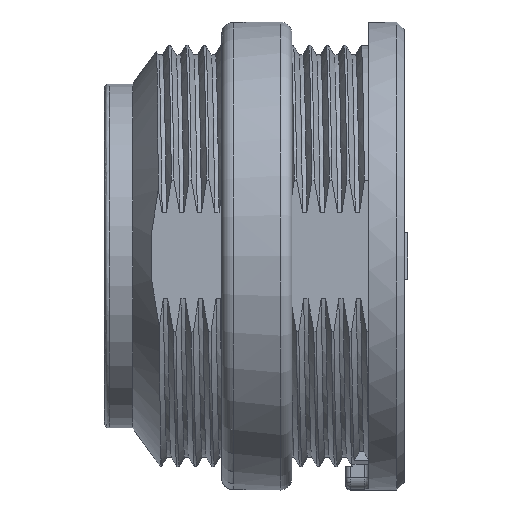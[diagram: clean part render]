
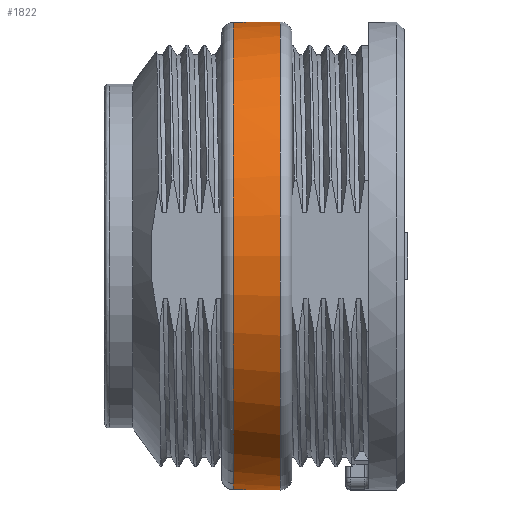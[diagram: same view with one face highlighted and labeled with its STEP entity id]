
A CAD part, top view. The second image highlights one B-rep face of the part: STEP entity #1822.
In plain terms, the highlighted cylindrical face has radius 10 mm (diameter 20 mm), a full revolution.
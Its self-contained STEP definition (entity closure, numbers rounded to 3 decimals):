
#1370=FACE_BOUND('',#2582,.T.);
#1371=FACE_BOUND('',#2583,.T.);
#1503=CIRCLE('',#7674,10.);
#1504=CIRCLE('',#7675,10.);
#1505=CIRCLE('',#7676,10.);
#1506=CIRCLE('',#7677,10.);
#1507=CIRCLE('',#7678,10.);
#1822=ADVANCED_FACE('',(#1370,#1371),#1937,.T.);
#1937=CYLINDRICAL_SURFACE('',#7679,10.);
#2582=EDGE_LOOP('',(#5303));
#2583=EDGE_LOOP('',(#5304,#5305,#5306,#5307,#5308,#5309,#5310,#5311));
#3087=LINE('',#37620,#3581);
#3088=LINE('',#37625,#3582);
#3089=LINE('',#37629,#3583);
#3090=LINE('',#37633,#3584);
#3581=VECTOR('',#8916,1.);
#3582=VECTOR('',#8919,1.);
#3583=VECTOR('',#8922,1.);
#3584=VECTOR('',#8925,1.);
#5303=ORIENTED_EDGE('',*,*,#6955,.F.);
#5304=ORIENTED_EDGE('',*,*,#6956,.F.);
#5305=ORIENTED_EDGE('',*,*,#6957,.T.);
#5306=ORIENTED_EDGE('',*,*,#6958,.T.);
#5307=ORIENTED_EDGE('',*,*,#6959,.T.);
#5308=ORIENTED_EDGE('',*,*,#6960,.F.);
#5309=ORIENTED_EDGE('',*,*,#6961,.T.);
#5310=ORIENTED_EDGE('',*,*,#6962,.T.);
#5311=ORIENTED_EDGE('',*,*,#6963,.T.);
#6049=VERTEX_POINT('',#37619);
#6050=VERTEX_POINT('',#37621);
#6051=VERTEX_POINT('',#37622);
#6052=VERTEX_POINT('',#37624);
#6053=VERTEX_POINT('',#37626);
#6054=VERTEX_POINT('',#37628);
#6055=VERTEX_POINT('',#37630);
#6056=VERTEX_POINT('',#37632);
#6057=VERTEX_POINT('',#37634);
#6955=EDGE_CURVE('',#6049,#6049,#1503,.T.);
#6956=EDGE_CURVE('',#6050,#6051,#3087,.T.);
#6957=EDGE_CURVE('',#6050,#6052,#1504,.T.);
#6958=EDGE_CURVE('',#6052,#6053,#3088,.T.);
#6959=EDGE_CURVE('',#6053,#6054,#1505,.T.);
#6960=EDGE_CURVE('',#6055,#6054,#3089,.T.);
#6961=EDGE_CURVE('',#6055,#6056,#1506,.T.);
#6962=EDGE_CURVE('',#6056,#6057,#3090,.T.);
#6963=EDGE_CURVE('',#6057,#6051,#1507,.T.);
#7674=AXIS2_PLACEMENT_3D('',#37618,#8914,#8915);
#7675=AXIS2_PLACEMENT_3D('',#37623,#8917,#8918);
#7676=AXIS2_PLACEMENT_3D('',#37627,#8920,#8921);
#7677=AXIS2_PLACEMENT_3D('',#37631,#8923,#8924);
#7678=AXIS2_PLACEMENT_3D('',#37635,#8926,#8927);
#7679=AXIS2_PLACEMENT_3D('',#37636,#8928,#8929);
#8914=DIRECTION('',(1.,0.,0.));
#8915=DIRECTION('',(0.,1.,0.));
#8916=DIRECTION('',(-1.,0.,0.));
#8917=DIRECTION('',(1.,0.,0.));
#8918=DIRECTION('',(0.,1.,0.));
#8919=DIRECTION('',(-1.,0.,0.));
#8920=DIRECTION('',(1.,0.,0.));
#8921=DIRECTION('',(0.,1.,0.));
#8922=DIRECTION('',(-1.,0.,0.));
#8923=DIRECTION('',(1.,0.,0.));
#8924=DIRECTION('',(0.,1.,0.));
#8925=DIRECTION('',(-1.,0.,0.));
#8926=DIRECTION('',(1.,0.,0.));
#8927=DIRECTION('',(0.,1.,0.));
#8928=DIRECTION('',(1.,0.,0.));
#8929=DIRECTION('',(0.,1.,0.));
#37618=CARTESIAN_POINT('',(-54.318,-27.815,0.));
#37619=CARTESIAN_POINT('',(-54.318,-17.815,0.));
#37620=CARTESIAN_POINT('',(-55.818,-17.833,-0.6));
#37621=CARTESIAN_POINT('',(-55.818,-17.833,-0.6));
#37622=CARTESIAN_POINT('',(-56.318,-17.833,-0.6));
#37623=CARTESIAN_POINT('',(-55.818,-27.815,0.));
#37624=CARTESIAN_POINT('',(-55.818,-17.833,0.6));
#37625=CARTESIAN_POINT('',(-53.818,-17.833,0.6));
#37626=CARTESIAN_POINT('',(-56.318,-17.833,0.6));
#37627=CARTESIAN_POINT('',(-56.318,-27.815,0.));
#37628=CARTESIAN_POINT('',(-56.318,-37.797,0.6));
#37629=CARTESIAN_POINT('',(-55.818,-37.797,0.6));
#37630=CARTESIAN_POINT('',(-55.818,-37.797,0.6));
#37631=CARTESIAN_POINT('',(-55.818,-27.815,0.));
#37632=CARTESIAN_POINT('',(-55.818,-37.797,-0.6));
#37633=CARTESIAN_POINT('',(-55.818,-37.797,-0.6));
#37634=CARTESIAN_POINT('',(-56.318,-37.797,-0.6));
#37635=CARTESIAN_POINT('',(-56.318,-27.815,0.));
#37636=CARTESIAN_POINT('',(-53.818,-27.815,0.));
